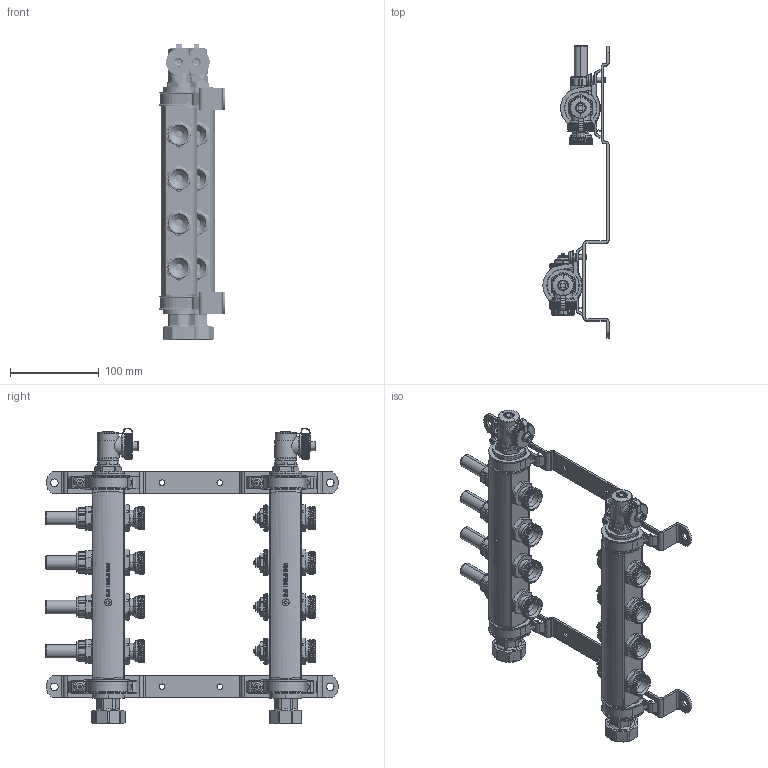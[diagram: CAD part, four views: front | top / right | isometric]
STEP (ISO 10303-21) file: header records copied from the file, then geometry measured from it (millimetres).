
FILE_DESCRIPTION((''),'2;1');
FILE_NAME('9340-04-800_VEREINFAC_SW0001','2016-10-25T',('marann'),(''),'PRO/ENGINEER BY PARAMETRIC TECHNOLOGY CORPORATION, 2011490','PRO/ENGINEER BY PARAMETRIC TECHNOLOGY CORPORATION, 2011490','');
FILE_SCHEMA(('CONFIG_CONTROL_DESIGN'));
Products named in the file (1): 9340-04-800_VEREINFAC_SW0001
Bounding box: 74.75 x 329.7 x 332.8 mm (x, y, z)
Volume: 429316.6 mm3; surface area: 297006.6 mm2
Topology: 7 solids, 8 shells, 3951 faces, 10539 edges, 6730 vertices
Faces by surface type: plane 1594, cylinder 1412, bspline 466, cone 318, torus 161
Entity records: 178642 total; most frequent: CARTESIAN_POINT 82949, ORIENTED_EDGE 21078, DIRECTION 18882, EDGE_CURVE 10539, AXIS2_PLACEMENT_3D 7043, VERTEX_POINT 6730, VECTOR 4796, LINE 4796
